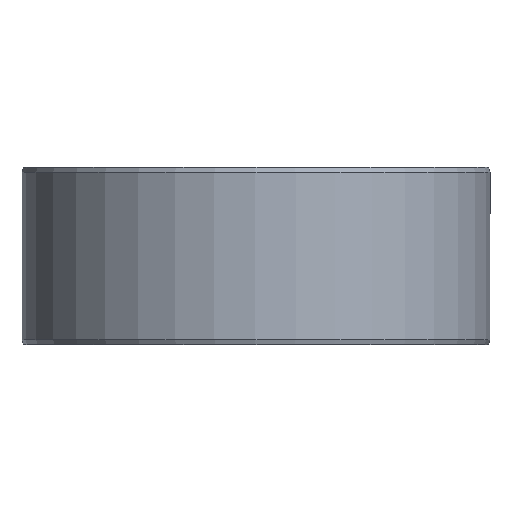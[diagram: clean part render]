
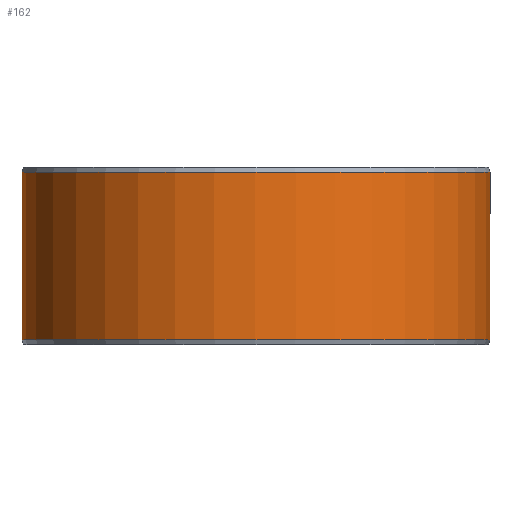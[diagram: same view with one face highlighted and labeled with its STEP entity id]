
A CAD part, front view. The second image highlights one B-rep face of the part: STEP entity #162.
In plain terms, the highlighted cylindrical face has radius 92.5 mm (diameter 185 mm), a partial arc.
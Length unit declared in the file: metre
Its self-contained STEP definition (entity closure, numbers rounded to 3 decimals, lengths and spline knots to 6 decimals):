
#162=ADVANCED_FACE('',(#185,#186),#187,.T.);
#185=FACE_OUTER_BOUND('',#211,.T.);
#186=FACE_BOUND('',#212,.T.);
#187=CYLINDRICAL_SURFACE('',#213,0.0925);
#211=EDGE_LOOP('',(#289,#290,#291,#292));
#212=EDGE_LOOP('',(#293));
#213=AXIS2_PLACEMENT_3D('',#294,#295,#296);
#289=ORIENTED_EDGE('',*,*,#314,.T.);
#290=ORIENTED_EDGE('',*,*,#323,.F.);
#291=ORIENTED_EDGE('',*,*,#309,.F.);
#292=ORIENTED_EDGE('',*,*,#324,.T.);
#293=ORIENTED_EDGE('',*,*,#327,.T.);
#294=CARTESIAN_POINT('',(0.,0.,0.0));
#295=DIRECTION('',(0.,0.0,-1.0));
#296=DIRECTION('',(-1.0,0.0,0.));
#309=EDGE_CURVE('',#341,#342,#343,.T.);
#314=EDGE_CURVE('',#351,#349,#352,.T.);
#323=EDGE_CURVE('',#342,#349,#365,.T.);
#324=EDGE_CURVE('',#341,#351,#366,.T.);
#327=EDGE_CURVE('',#370,#370,#371,.T.);
#341=VERTEX_POINT('',#389);
#342=VERTEX_POINT('',#390);
#343=CIRCLE('',#391,0.0925);
#349=VERTEX_POINT('',#399);
#351=VERTEX_POINT('',#402);
#352=CIRCLE('',#403,0.0925);
#365=LINE('',#422,#423);
#366=LINE('',#424,#425);
#370=VERTEX_POINT('',#501);
#371=B_SPLINE_CURVE_WITH_KNOTS('',3,(#502,#503,#504,#505,#506,#507,#508,#509,#510,#511,#512,#513,#514,#515,#516,#517,#518,#519,#520,#521,#522,#523,#524,#525,#526,#527,#528,#529,#530,#531,#532,#533,#534,#535,#536,#537,#538,#539,#540,#541,#542,#543,#544,#545,#546,#547,#548,#549,#550,#551,#552,#553,#554,#555,#556,#557,#558,#559,#560,#561,#562,#563,#564,#565,#566,#567,#568,#569,#570,#571,#572,#573),.UNSPECIFIED.,.T.,.F.,(2,2,2,2,2,2,2,2,2,2,2,2,2,2,2,2,2,2,2,2,2,2,2,2,2,2,2,2,2,2,2,2,2,2,2,2,2,2),(-0.000977,0.0,0.000977,0.001466,0.001954,0.002931,0.003908,0.004885,0.005863,0.00684,0.007817,0.008794,0.009771,0.010748,0.011725,0.012702,0.013191,0.013679,0.014656,0.015633,0.01661,0.017588,0.018565,0.019542,0.020519,0.021496,0.022473,0.02345,0.024427,0.024916,0.025404,0.026381,0.027358,0.028335,0.029313,0.03029,0.031267,0.032244),.UNSPECIFIED.);
#389=CARTESIAN_POINT('',(0.001614,0.092486,0.0018));
#390=CARTESIAN_POINT('',(0.,0.0925,0.0018));
#391=AXIS2_PLACEMENT_3D('',#587,#588,#589);
#399=CARTESIAN_POINT('',(0.,0.0925,0.0682));
#402=CARTESIAN_POINT('',(0.001614,0.092486,0.0682));
#403=AXIS2_PLACEMENT_3D('',#596,#597,#598);
#422=CARTESIAN_POINT('',(0.,0.0925,0.0018));
#423=VECTOR('',#611,1.0);
#424=CARTESIAN_POINT('',(0.001614,0.092486,0.0018));
#425=VECTOR('',#612,1.0);
#501=CARTESIAN_POINT('',(0.076597,-0.051857,0.035));
#502=CARTESIAN_POINT('',(0.076597,-0.051857,0.03467));
#503=CARTESIAN_POINT('',(0.076597,-0.051857,0.03533));
#504=CARTESIAN_POINT('',(0.076615,-0.05183,0.035655));
#505=CARTESIAN_POINT('',(0.076668,-0.051751,0.036135));
#506=CARTESIAN_POINT('',(0.076691,-0.051718,0.036293));
#507=CARTESIAN_POINT('',(0.076744,-0.051639,0.036607));
#508=CARTESIAN_POINT('',(0.076775,-0.051593,0.036763));
#509=CARTESIAN_POINT('',(0.07688,-0.051436,0.037217));
#510=CARTESIAN_POINT('',(0.076966,-0.051309,0.037505));
#511=CARTESIAN_POINT('',(0.077167,-0.051006,0.038048));
#512=CARTESIAN_POINT('',(0.077283,-0.05083,0.038305));
#513=CARTESIAN_POINT('',(0.077536,-0.050443,0.038766));
#514=CARTESIAN_POINT('',(0.077673,-0.050232,0.038973));
#515=CARTESIAN_POINT('',(0.077968,-0.049772,0.039339));
#516=CARTESIAN_POINT('',(0.078125,-0.049527,0.039494));
#517=CARTESIAN_POINT('',(0.078445,-0.049017,0.039744));
#518=CARTESIAN_POINT('',(0.078612,-0.04875,0.03984));
#519=CARTESIAN_POINT('',(0.07895,-0.0482,0.039968));
#520=CARTESIAN_POINT('',(0.079119,-0.047923,0.04));
#521=CARTESIAN_POINT('',(0.079455,-0.047364,0.04));
#522=CARTESIAN_POINT('',(0.079624,-0.047079,0.039968));
#523=CARTESIAN_POINT('',(0.079948,-0.046526,0.03984));
#524=CARTESIAN_POINT('',(0.080104,-0.046256,0.039746));
#525=CARTESIAN_POINT('',(0.080406,-0.045731,0.039495));
#526=CARTESIAN_POINT('',(0.08055,-0.045476,0.039339));
#527=CARTESIAN_POINT('',(0.080815,-0.045003,0.038977));
#528=CARTESIAN_POINT('',(0.080938,-0.044782,0.038771));
#529=CARTESIAN_POINT('',(0.081163,-0.044372,0.038304));
#530=CARTESIAN_POINT('',(0.081262,-0.04419,0.038051));
#531=CARTESIAN_POINT('',(0.081391,-0.043951,0.037645));
#532=CARTESIAN_POINT('',(0.081431,-0.043877,0.037505));
#533=CARTESIAN_POINT('',(0.081505,-0.043741,0.037216));
#534=CARTESIAN_POINT('',(0.081538,-0.043678,0.037066));
#535=CARTESIAN_POINT('',(0.081627,-0.043512,0.036612));
#536=CARTESIAN_POINT('',(0.081672,-0.043428,0.0363));
#537=CARTESIAN_POINT('',(0.081732,-0.043315,0.03566));
#538=CARTESIAN_POINT('',(0.081747,-0.043286,0.035328));
#539=CARTESIAN_POINT('',(0.081747,-0.043285,0.034675));
#540=CARTESIAN_POINT('',(0.081733,-0.043313,0.034351));
#541=CARTESIAN_POINT('',(0.081673,-0.043426,0.033706));
#542=CARTESIAN_POINT('',(0.081628,-0.043511,0.03339));
#543=CARTESIAN_POINT('',(0.08151,-0.043731,0.032788));
#544=CARTESIAN_POINT('',(0.081437,-0.043867,0.032498));
#545=CARTESIAN_POINT('',(0.081263,-0.044189,0.031951));
#546=CARTESIAN_POINT('',(0.081164,-0.044371,0.031699));
#547=CARTESIAN_POINT('',(0.080942,-0.044775,0.031237));
#548=CARTESIAN_POINT('',(0.080817,-0.044999,0.031026));
#549=CARTESIAN_POINT('',(0.080551,-0.045474,0.030662));
#550=CARTESIAN_POINT('',(0.08041,-0.045724,0.030509));
#551=CARTESIAN_POINT('',(0.080109,-0.046248,0.030257));
#552=CARTESIAN_POINT('',(0.07995,-0.046523,0.030161));
#553=CARTESIAN_POINT('',(0.079626,-0.047075,0.030033));
#554=CARTESIAN_POINT('',(0.07946,-0.047354,0.03));
#555=CARTESIAN_POINT('',(0.079121,-0.047919,0.03));
#556=CARTESIAN_POINT('',(0.078951,-0.048198,0.030032));
#557=CARTESIAN_POINT('',(0.0787,-0.048606,0.030127));
#558=CARTESIAN_POINT('',(0.078617,-0.048741,0.030166));
#559=CARTESIAN_POINT('',(0.078451,-0.049008,0.030261));
#560=CARTESIAN_POINT('',(0.078368,-0.04914,0.030317));
#561=CARTESIAN_POINT('',(0.078126,-0.049525,0.030505));
#562=CARTESIAN_POINT('',(0.077971,-0.049767,0.030658));
#563=CARTESIAN_POINT('',(0.077677,-0.050225,0.03102));
#564=CARTESIAN_POINT('',(0.077537,-0.050441,0.031231));
#565=CARTESIAN_POINT('',(0.077284,-0.050828,0.031692));
#566=CARTESIAN_POINT('',(0.07717,-0.051001,0.031944));
#567=CARTESIAN_POINT('',(0.076968,-0.051306,0.032489));
#568=CARTESIAN_POINT('',(0.076881,-0.051435,0.032781));
#569=CARTESIAN_POINT('',(0.076741,-0.051643,0.033382));
#570=CARTESIAN_POINT('',(0.076688,-0.051723,0.033696));
#571=CARTESIAN_POINT('',(0.076615,-0.05183,0.034343));
#572=CARTESIAN_POINT('',(0.076597,-0.051857,0.03467));
#573=CARTESIAN_POINT('',(0.076597,-0.051857,0.03533));
#587=CARTESIAN_POINT('',(0.,0.,0.0018));
#588=DIRECTION('',(0.,0.0,-1.0));
#589=DIRECTION('',(-1.0,0.0,0.));
#596=CARTESIAN_POINT('',(0.,0.,0.0682));
#597=DIRECTION('',(0.,0.0,-1.0));
#598=DIRECTION('',(-1.0,0.0,0.));
#611=DIRECTION('',(0.,0.0,1.0));
#612=DIRECTION('',(0.,0.,1.0));
